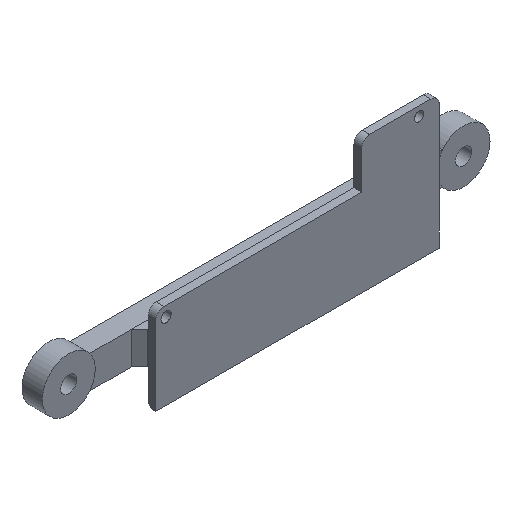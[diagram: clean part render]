
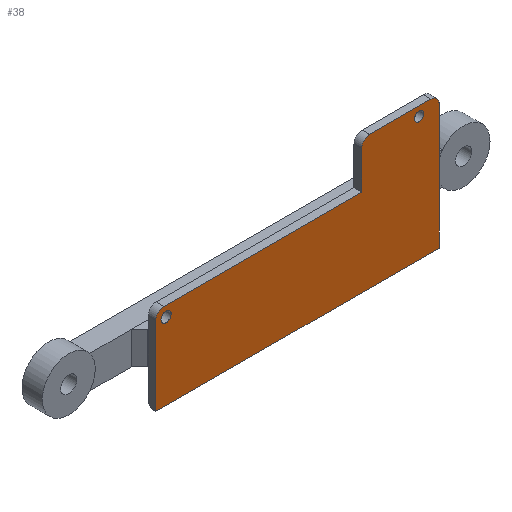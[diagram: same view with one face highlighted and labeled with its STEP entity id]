
A CAD part, isometric view. The second image highlights one B-rep face of the part: STEP entity #38.
In plain terms, the highlighted planar face has unit normal (0, -1, 0).
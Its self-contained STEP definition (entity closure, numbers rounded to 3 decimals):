
#18=FACE_BOUND('',#113,.T.);
#19=FACE_BOUND('',#114,.T.);
#38=ADVANCED_FACE('',(#73,#18,#19),#554,.T.);
#73=FACE_OUTER_BOUND('',#112,.T.);
#112=EDGE_LOOP('',(#216,#217,#218,#219,#220,#221,#222,#223,#224));
#113=EDGE_LOOP('',(#225));
#114=EDGE_LOOP('',(#226));
#216=ORIENTED_EDGE('',*,*,#367,.F.);
#217=ORIENTED_EDGE('',*,*,#344,.F.);
#218=ORIENTED_EDGE('',*,*,#342,.F.);
#219=ORIENTED_EDGE('',*,*,#353,.F.);
#220=ORIENTED_EDGE('',*,*,#361,.F.);
#221=ORIENTED_EDGE('',*,*,#351,.F.);
#222=ORIENTED_EDGE('',*,*,#359,.F.);
#223=ORIENTED_EDGE('',*,*,#338,.F.);
#224=ORIENTED_EDGE('',*,*,#363,.F.);
#225=ORIENTED_EDGE('',*,*,#345,.F.);
#226=ORIENTED_EDGE('',*,*,#348,.F.);
#338=EDGE_CURVE('',#501,#509,#405,.T.);
#342=EDGE_CURVE('',#503,#504,#409,.T.);
#344=EDGE_CURVE('',#504,#517,#411,.T.);
#345=EDGE_CURVE('',#505,#505,#469,.T.);
#348=EDGE_CURVE('',#507,#507,#472,.T.);
#351=EDGE_CURVE('',#512,#511,#412,.T.);
#353=EDGE_CURVE('',#515,#503,#414,.T.);
#359=EDGE_CURVE('',#509,#512,#475,.T.);
#361=EDGE_CURVE('',#511,#515,#477,.T.);
#363=EDGE_CURVE('',#519,#501,#420,.T.);
#367=EDGE_CURVE('',#517,#519,#479,.T.);
#405=B_SPLINE_CURVE_WITH_KNOTS('',1,(#941,#942),.UNSPECIFIED.,.F.,.F.,(2,
2),(-204.6,-195.3),.UNSPECIFIED.);
#409=B_SPLINE_CURVE_WITH_KNOTS('',1,(#949,#950),.UNSPECIFIED.,.F.,.F.,(2,
2),(-141.55,-71.95),.UNSPECIFIED.);
#411=B_SPLINE_CURVE_WITH_KNOTS('',1,(#953,#954),.UNSPECIFIED.,.F.,.F.,(2,
2),(-71.95,-52.55),.UNSPECIFIED.);
#412=B_SPLINE_CURVE_WITH_KNOTS('',1,(#995,#996),.UNSPECIFIED.,.F.,.F.,(2,
2),(-191.3,-176.25),.UNSPECIFIED.);
#414=B_SPLINE_CURVE_WITH_KNOTS('',1,(#999,#1000,#1001),.UNSPECIFIED.,.F.,
 .F.,(2,1,2),(-172.25,-162.95,-141.55),.UNSPECIFIED.);
#420=B_SPLINE_CURVE_WITH_KNOTS('',1,(#1025,#1026),.UNSPECIFIED.,.F.,.F.,
(2,2),(-48.55,0.),.UNSPECIFIED.);
#469=(
BOUNDED_CURVE()
B_SPLINE_CURVE(2,(#955,#956,#957,#958,#959,#960,#961,#962,#963),
 .UNSPECIFIED.,.T.,.F.)
B_SPLINE_CURVE_WITH_KNOTS((3,2,2,2,3),(0.,1.806,3.613,
5.419,7.226),.UNSPECIFIED.)
CURVE()
GEOMETRIC_REPRESENTATION_ITEM()
RATIONAL_B_SPLINE_CURVE((1.,0.707,1.,0.707,1.,0.707,
1.,0.707,1.))
REPRESENTATION_ITEM('')
);
#472=(
BOUNDED_CURVE()
B_SPLINE_CURVE(2,(#975,#976,#977,#978,#979,#980,#981,#982,#983),
 .UNSPECIFIED.,.T.,.F.)
B_SPLINE_CURVE_WITH_KNOTS((3,2,2,2,3),(0.,1.963,3.927,
5.89,7.854),.UNSPECIFIED.)
CURVE()
GEOMETRIC_REPRESENTATION_ITEM()
RATIONAL_B_SPLINE_CURVE((1.,0.707,1.,0.707,1.,0.707,
1.,0.707,1.))
REPRESENTATION_ITEM('')
);
#475=(
BOUNDED_CURVE()
B_SPLINE_CURVE(2,(#1013,#1014,#1015),.UNSPECIFIED.,.F.,.F.)
B_SPLINE_CURVE_WITH_KNOTS((3,3),(0.,3.142),.UNSPECIFIED.)
CURVE()
GEOMETRIC_REPRESENTATION_ITEM()
RATIONAL_B_SPLINE_CURVE((1.,0.707,1.))
REPRESENTATION_ITEM('')
);
#477=(
BOUNDED_CURVE()
B_SPLINE_CURVE(2,(#1019,#1020,#1021),.UNSPECIFIED.,.F.,.F.)
B_SPLINE_CURVE_WITH_KNOTS((3,3),(0.,3.142),.UNSPECIFIED.)
CURVE()
GEOMETRIC_REPRESENTATION_ITEM()
RATIONAL_B_SPLINE_CURVE((1.,0.707,1.))
REPRESENTATION_ITEM('')
);
#479=(
BOUNDED_CURVE()
B_SPLINE_CURVE(2,(#1033,#1034,#1035),.UNSPECIFIED.,.F.,.F.)
B_SPLINE_CURVE_WITH_KNOTS((3,3),(0.,3.142),.UNSPECIFIED.)
CURVE()
GEOMETRIC_REPRESENTATION_ITEM()
RATIONAL_B_SPLINE_CURVE((1.,0.707,1.))
REPRESENTATION_ITEM('')
);
#501=VERTEX_POINT('',#781);
#503=VERTEX_POINT('',#783);
#504=VERTEX_POINT('',#784);
#505=VERTEX_POINT('',#785);
#507=VERTEX_POINT('',#787);
#509=VERTEX_POINT('',#789);
#511=VERTEX_POINT('',#791);
#512=VERTEX_POINT('',#792);
#515=VERTEX_POINT('',#795);
#517=VERTEX_POINT('',#797);
#519=VERTEX_POINT('',#799);
#554=PLANE('',#669);
#669=AXIS2_PLACEMENT_3D('',#741,#705,$);
#705=DIRECTION('',(0.,-1.,0.));
#741=CARTESIAN_POINT('',(38.496,142.,76.));
#781=CARTESIAN_POINT('',(19.446,142.,97.4));
#783=CARTESIAN_POINT('',(38.496,142.,76.));
#784=CARTESIAN_POINT('',(-31.104,142.,76.));
#785=CARTESIAN_POINT('',(34.746,142.,106.5));
#787=CARTESIAN_POINT('',(-27.355,142.,94.945));
#789=CARTESIAN_POINT('',(19.446,142.,106.7));
#791=CARTESIAN_POINT('',(36.496,142.,108.7));
#792=CARTESIAN_POINT('',(21.446,142.,108.7));
#795=CARTESIAN_POINT('',(38.496,142.,106.7));
#797=CARTESIAN_POINT('',(-31.104,142.,95.4));
#799=CARTESIAN_POINT('',(-29.104,142.,97.4));
#941=CARTESIAN_POINT('',(19.446,142.,97.4));
#942=CARTESIAN_POINT('',(19.446,142.,106.7));
#949=CARTESIAN_POINT('',(38.496,142.,76.));
#950=CARTESIAN_POINT('',(-31.104,142.,76.));
#953=CARTESIAN_POINT('',(-31.104,142.,76.));
#954=CARTESIAN_POINT('',(-31.104,142.,95.4));
#955=CARTESIAN_POINT('',(34.746,142.,106.5));
#956=CARTESIAN_POINT('',(34.746,142.,107.65));
#957=CARTESIAN_POINT('',(33.596,142.,107.65));
#958=CARTESIAN_POINT('',(32.446,142.,107.65));
#959=CARTESIAN_POINT('',(32.446,142.,106.5));
#960=CARTESIAN_POINT('',(32.446,142.,105.35));
#961=CARTESIAN_POINT('',(33.596,142.,105.35));
#962=CARTESIAN_POINT('',(34.746,142.,105.35));
#963=CARTESIAN_POINT('',(34.746,142.,106.5));
#975=CARTESIAN_POINT('',(-27.355,142.,94.945));
#976=CARTESIAN_POINT('',(-27.4,142.,96.194));
#977=CARTESIAN_POINT('',(-28.649,142.,96.149));
#978=CARTESIAN_POINT('',(-29.898,142.,96.104));
#979=CARTESIAN_POINT('',(-29.853,142.,94.855));
#980=CARTESIAN_POINT('',(-29.808,142.,93.606));
#981=CARTESIAN_POINT('',(-28.559,142.,93.651));
#982=CARTESIAN_POINT('',(-27.31,142.,93.696));
#983=CARTESIAN_POINT('',(-27.355,142.,94.945));
#995=CARTESIAN_POINT('',(21.446,142.,108.7));
#996=CARTESIAN_POINT('',(36.496,142.,108.7));
#999=CARTESIAN_POINT('',(38.496,142.,106.7));
#1000=CARTESIAN_POINT('',(38.496,142.,97.4));
#1001=CARTESIAN_POINT('',(38.496,142.,76.));
#1013=CARTESIAN_POINT('',(19.446,142.,106.7));
#1014=CARTESIAN_POINT('',(19.446,142.,108.7));
#1015=CARTESIAN_POINT('',(21.446,142.,108.7));
#1019=CARTESIAN_POINT('',(36.496,142.,108.7));
#1020=CARTESIAN_POINT('',(38.496,142.,108.7));
#1021=CARTESIAN_POINT('',(38.496,142.,106.7));
#1025=CARTESIAN_POINT('',(-29.104,142.,97.4));
#1026=CARTESIAN_POINT('',(19.446,142.,97.4));
#1033=CARTESIAN_POINT('',(-31.104,142.,95.4));
#1034=CARTESIAN_POINT('',(-31.104,142.,97.4));
#1035=CARTESIAN_POINT('',(-29.104,142.,97.4));
